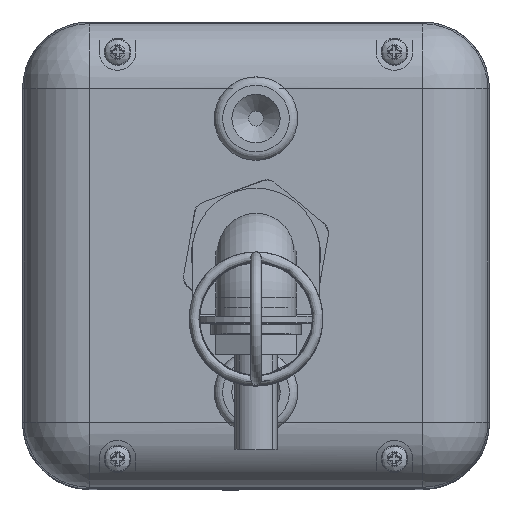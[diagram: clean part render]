
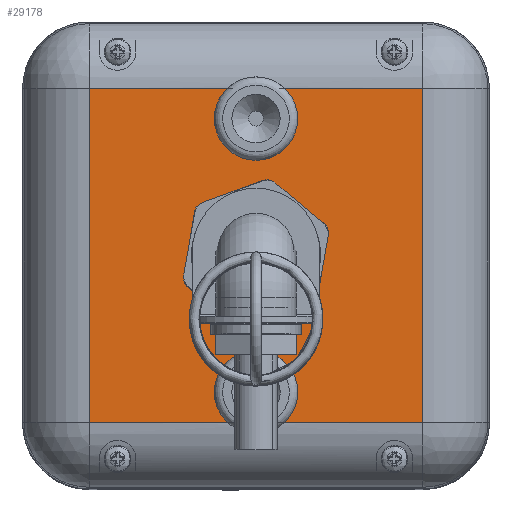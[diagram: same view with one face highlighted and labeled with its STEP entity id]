
A CAD part, top view. The second image highlights one B-rep face of the part: STEP entity #29178.
In plain terms, the highlighted face is planar.
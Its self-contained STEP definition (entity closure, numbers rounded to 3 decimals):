
#472 = LINE ( 'NONE', #49072, #17722 ) ;
#1544 = CIRCLE ( 'NONE', #19295, 10. ) ;
#3690 = VERTEX_POINT ( 'NONE', #43936 ) ;
#4381 = EDGE_CURVE ( 'NONE', #25030, #11397, #1544, .T. ) ;
#6871 = DIRECTION ( 'NONE',  ( -1., 0., 0. ) ) ;
#7886 = CARTESIAN_POINT ( 'NONE',  ( 0., 41., -20. ) ) ;
#9656 = EDGE_CURVE ( 'NONE', #35517, #49520, #472, .T. ) ;
#10019 = EDGE_CURVE ( 'NONE', #11397, #3690, #35177, .T. ) ;
#10653 = ORIENTED_EDGE ( 'NONE', *, *, #4381, .T. ) ;
#10656 = ORIENTED_EDGE ( 'NONE', *, *, #22083, .T. ) ;
#11383 = AXIS2_PLACEMENT_3D ( 'NONE', #20215, #47984, #15360 ) ;
#11397 = VERTEX_POINT ( 'NONE', #59731 ) ;
#12267 = ORIENTED_EDGE ( 'NONE', *, *, #20602, .T. ) ;
#13105 = DIRECTION ( 'NONE',  ( 1., 0., 0. ) ) ;
#13823 = LINE ( 'NONE', #35017, #46351 ) ;
#14512 = CARTESIAN_POINT ( 'NONE',  ( -50., 50., -20. ) ) ;
#15360 = DIRECTION ( 'NONE',  ( 1., 0., 0. ) ) ;
#16210 = ORIENTED_EDGE ( 'NONE', *, *, #37254, .F. ) ;
#16389 = DIRECTION ( 'NONE',  ( -1., 0., 0. ) ) ;
#16931 = VECTOR ( 'NONE', #59836, 1000. ) ;
#17492 = CARTESIAN_POINT ( 'NONE',  ( 50., -50., -20. ) ) ;
#17494 = VERTEX_POINT ( 'NONE', #26443 ) ;
#17722 = VECTOR ( 'NONE', #53590, 1000. ) ;
#19295 = AXIS2_PLACEMENT_3D ( 'NONE', #7886, #33962, #13105 ) ;
#19846 = DIRECTION ( 'NONE',  ( 0., 1., 0. ) ) ;
#20215 = CARTESIAN_POINT ( 'NONE',  ( 0., -41., -20. ) ) ;
#20602 = EDGE_CURVE ( 'NONE', #3690, #35517, #64691, .T. ) ;
#21396 = EDGE_CURVE ( 'NONE', #49520, #17494, #41314, .T. ) ;
#21910 = CARTESIAN_POINT ( 'NONE',  ( -50., -50., -20. ) ) ;
#22083 = EDGE_CURVE ( 'NONE', #17494, #55005, #27503, .T. ) ;
#24305 = VERTEX_POINT ( 'NONE', #14512 ) ;
#25030 = VERTEX_POINT ( 'NONE', #38107 ) ;
#26443 = CARTESIAN_POINT ( 'NONE',  ( -4.359, -50., -20. ) ) ;
#27503 = LINE ( 'NONE', #27833, #54640 ) ;
#27833 = CARTESIAN_POINT ( 'NONE',  ( -50., -50., -20. ) ) ;
#29178 = ADVANCED_FACE ( 'NONE', ( #67262, #41240 ), #40900, .F. ) ;
#29463 = CARTESIAN_POINT ( 'NONE',  ( -50., 50., -20. ) ) ;
#29941 = CARTESIAN_POINT ( 'NONE',  ( -50., 50., -20. ) ) ;
#30023 = CARTESIAN_POINT ( 'NONE',  ( 4.359, -50., -20. ) ) ;
#30980 = CARTESIAN_POINT ( 'NONE',  ( 50., -50., -20. ) ) ;
#31078 = ORIENTED_EDGE ( 'NONE', *, *, #9656, .T. ) ;
#31497 = ORIENTED_EDGE ( 'NONE', *, *, #10019, .T. ) ;
#32335 = AXIS2_PLACEMENT_3D ( 'NONE', #29463, #50642, #66578 ) ;
#32890 = EDGE_LOOP ( 'NONE', ( #31078, #45455, #10656, #68098, #52511, #10653, #31497, #12267 ) ) ;
#33467 = EDGE_LOOP ( 'NONE', ( #16210 ) ) ;
#33962 = DIRECTION ( 'NONE',  ( 0., 0., 1. ) ) ;
#34143 = CARTESIAN_POINT ( 'NONE',  ( 50., 50., -20. ) ) ;
#35017 = CARTESIAN_POINT ( 'NONE',  ( 50., 50., -20. ) ) ;
#35177 = LINE ( 'NONE', #34143, #53201 ) ;
#35517 = VERTEX_POINT ( 'NONE', #30980 ) ;
#36494 = VERTEX_POINT ( 'NONE', #62145 ) ;
#37254 = EDGE_CURVE ( 'NONE', #36494, #36494, #67624, .T. ) ;
#38107 = CARTESIAN_POINT ( 'NONE',  ( -4.359, 50., -20. ) ) ;
#40900 = PLANE ( 'NONE',  #32335 ) ;
#41240 = FACE_OUTER_BOUND ( 'NONE', #32890, .T. ) ;
#41314 = CIRCLE ( 'NONE', #11383, 10. ) ;
#43936 = CARTESIAN_POINT ( 'NONE',  ( 50., 50., -20. ) ) ;
#45455 = ORIENTED_EDGE ( 'NONE', *, *, #21396, .T. ) ;
#46351 = VECTOR ( 'NONE', #56163, 1000. ) ;
#47984 = DIRECTION ( 'NONE',  ( 0., 0., 1. ) ) ;
#48906 = CARTESIAN_POINT ( 'NONE',  ( 0., 0., -20. ) ) ;
#49072 = CARTESIAN_POINT ( 'NONE',  ( -50., -50., -20. ) ) ;
#49520 = VERTEX_POINT ( 'NONE', #30023 ) ;
#49942 = EDGE_CURVE ( 'NONE', #55005, #24305, #50774, .T. ) ;
#50642 = DIRECTION ( 'NONE',  ( 0., 0., 1. ) ) ;
#50774 = LINE ( 'NONE', #29941, #54769 ) ;
#52511 = ORIENTED_EDGE ( 'NONE', *, *, #61230, .T. ) ;
#53201 = VECTOR ( 'NONE', #60154, 1000. ) ;
#53590 = DIRECTION ( 'NONE',  ( -1., 0., 0. ) ) ;
#54640 = VECTOR ( 'NONE', #16389, 1000. ) ;
#54769 = VECTOR ( 'NONE', #19846, 1000. ) ;
#54794 = DIRECTION ( 'NONE',  ( 0., 0., -1. ) ) ;
#55005 = VERTEX_POINT ( 'NONE', #21910 ) ;
#56163 = DIRECTION ( 'NONE',  ( 1., 0., 0. ) ) ;
#58763 = AXIS2_PLACEMENT_3D ( 'NONE', #48906, #54794, #6871 ) ;
#59731 = CARTESIAN_POINT ( 'NONE',  ( 4.359, 50., -20. ) ) ;
#59836 = DIRECTION ( 'NONE',  ( 0., -1., 0. ) ) ;
#60154 = DIRECTION ( 'NONE',  ( 1., 0., 0. ) ) ;
#61230 = EDGE_CURVE ( 'NONE', #24305, #25030, #13823, .T. ) ;
#62145 = CARTESIAN_POINT ( 'NONE',  ( -18.75, 0., -20. ) ) ;
#64691 = LINE ( 'NONE', #17492, #16931 ) ;
#66578 = DIRECTION ( 'NONE',  ( 1., 0., 0. ) ) ;
#67262 = FACE_BOUND ( 'NONE', #33467, .T. ) ;
#67624 = CIRCLE ( 'NONE', #58763, 18.75 ) ;
#68098 = ORIENTED_EDGE ( 'NONE', *, *, #49942, .T. ) ;
